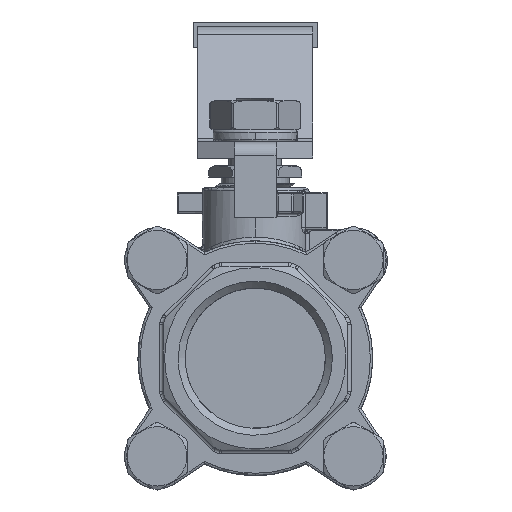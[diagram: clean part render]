
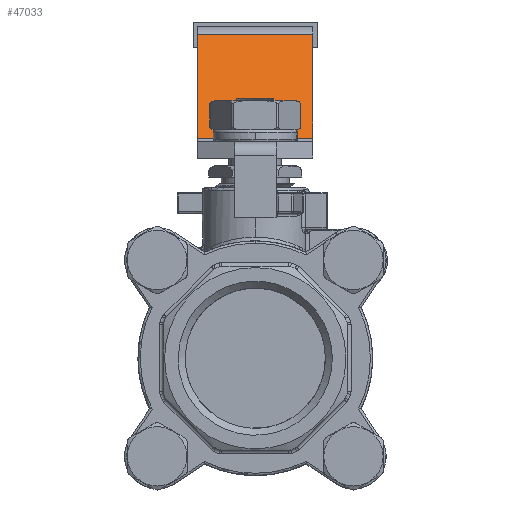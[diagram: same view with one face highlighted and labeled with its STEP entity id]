
A CAD part, front view. The second image highlights one B-rep face of the part: STEP entity #47033.
In plain terms, the highlighted planar face has unit normal (0, -0.743, 0.669).
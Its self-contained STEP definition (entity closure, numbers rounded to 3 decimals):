
#2952=CARTESIAN_POINT('',(12.5,34.124,70.346));
#2953=VERTEX_POINT('',#2952);
#2961=CARTESIAN_POINT('',(12.5,13.848,47.827));
#2962=VERTEX_POINT('',#2961);
#2963=CARTESIAN_POINT('',(12.5,34.124,70.346));
#2964=DIRECTION('',(-0.,-0.669,-0.743));
#2965=VECTOR('',#2964,30.302);
#2966=LINE('',#2963,#2965);
#2967=EDGE_CURVE('',#2953,#2962,#2966,.T.);
#46880=CARTESIAN_POINT('',(-12.5,13.848,47.827));
#46881=VERTEX_POINT('',#46880);
#46889=CARTESIAN_POINT('',(-12.5,34.124,70.346));
#46890=VERTEX_POINT('',#46889);
#46891=CARTESIAN_POINT('',(-12.5,34.124,70.346));
#46892=DIRECTION('',(-0.,-0.669,-0.743));
#46893=VECTOR('',#46892,30.302);
#46894=LINE('',#46891,#46893);
#46895=EDGE_CURVE('',#46890,#46881,#46894,.T.);
#47008=CARTESIAN_POINT('',(-12.5,13.848,47.827));
#47009=DIRECTION('',(1.,0.,0.));
#47010=VECTOR('',#47009,25.);
#47011=LINE('',#47008,#47010);
#47012=EDGE_CURVE('',#46881,#2962,#47011,.T.);
#47017=CARTESIAN_POINT('',(-12.5,34.124,70.346));
#47018=DIRECTION('',(0.,-0.743,0.669));
#47019=DIRECTION('',(1.,0.,0.));
#47020=AXIS2_PLACEMENT_3D('',#47017,#47018,#47019);
#47021=PLANE('',#47020);
#47022=ORIENTED_EDGE('',*,*,#46895,.T.);
#47023=ORIENTED_EDGE('',*,*,#47012,.T.);
#47024=ORIENTED_EDGE('',*,*,#2967,.F.);
#47025=CARTESIAN_POINT('',(-12.5,34.124,70.346));
#47026=DIRECTION('',(1.,0.,0.));
#47027=VECTOR('',#47026,25.);
#47028=LINE('',#47025,#47027);
#47029=EDGE_CURVE('',#46890,#2953,#47028,.T.);
#47030=ORIENTED_EDGE('',*,*,#47029,.F.);
#47031=EDGE_LOOP('',(#47022,#47023,#47024,#47030));
#47032=FACE_BOUND('',#47031,.T.);
#47033=ADVANCED_FACE('',(#47032),#47021,.T.);
